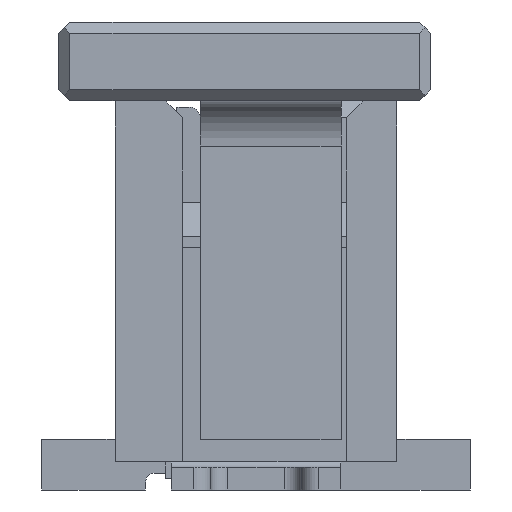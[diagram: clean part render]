
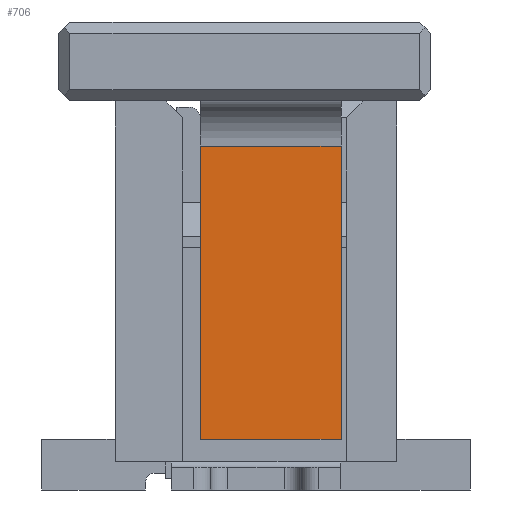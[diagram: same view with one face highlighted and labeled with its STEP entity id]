
A CAD part, left-side view. The second image highlights one B-rep face of the part: STEP entity #706.
In plain terms, the highlighted planar face has unit normal (-1, 0, 0).
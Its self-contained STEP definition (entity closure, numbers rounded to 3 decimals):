
#706=ADVANCED_FACE('',(#2483),#2484,.T.);
#2483=FACE_OUTER_BOUND('',#4675,.T.);
#2484=PLANE('',#4676);
#4675=EDGE_LOOP('',(#11729,#11730,#11731,#11732));
#4676=AXIS2_PLACEMENT_3D('',#11733,#11734,#11735);
#11729=ORIENTED_EDGE('',*,*,#16476,.T.);
#11730=ORIENTED_EDGE('',*,*,#17300,.T.);
#11731=ORIENTED_EDGE('',*,*,#17281,.F.);
#11732=ORIENTED_EDGE('',*,*,#17301,.T.);
#11733=CARTESIAN_POINT('',(-8.15,-0.03,-0.4));
#11734=DIRECTION('',(-1.0,0.0,0.0));
#11735=DIRECTION('',(0.0,0.0,1.0));
#16476=EDGE_CURVE('',#20841,#20839,#20842,.T.);
#17281=EDGE_CURVE('',#21990,#21992,#21993,.T.);
#17300=EDGE_CURVE('',#20839,#21992,#22022,.T.);
#17301=EDGE_CURVE('',#21990,#20841,#22023,.T.);
#20839=VERTEX_POINT('',#27366);
#20841=VERTEX_POINT('',#27369);
#20842=LINE('',#27370,#27371);
#21990=VERTEX_POINT('',#29173);
#21992=VERTEX_POINT('',#29175);
#21993=LINE('',#29176,#29177);
#22022=LINE('',#29222,#29223);
#22023=LINE('',#29224,#29225);
#27366=CARTESIAN_POINT('',(-8.15,0.495,-3.0));
#27369=CARTESIAN_POINT('',(-8.15,0.495,-0.4));
#27370=CARTESIAN_POINT('',(-8.15,0.495,-0.4));
#27371=VECTOR('',#33060,2.6);
#29173=CARTESIAN_POINT('',(-8.15,-0.755,-0.4));
#29175=CARTESIAN_POINT('',(-8.15,-0.755,-3.0));
#29176=CARTESIAN_POINT('',(-8.15,-0.755,-0.4));
#29177=VECTOR('',#34165,2.6);
#29222=CARTESIAN_POINT('',(-8.15,0.495,-3.0));
#29223=VECTOR('',#34188,1.25);
#29224=CARTESIAN_POINT('',(-8.15,-0.755,-0.4));
#29225=VECTOR('',#34189,1.25);
#33060=DIRECTION('',(0.0,0.0,-1.0));
#34165=DIRECTION('',(0.0,0.0,-1.0));
#34188=DIRECTION('',(0.0,-1.0,0.0));
#34189=DIRECTION('',(0.0,1.0,0.0));
